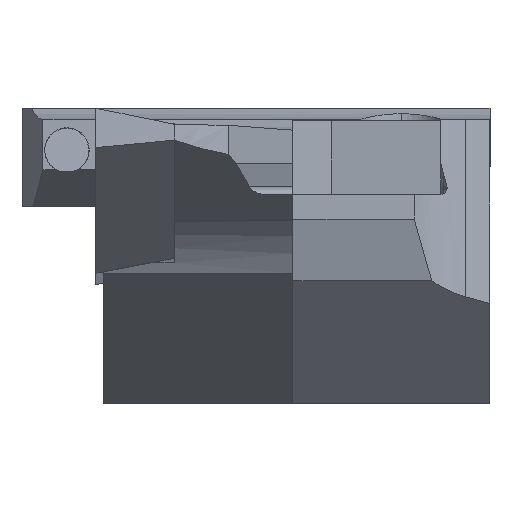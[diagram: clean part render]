
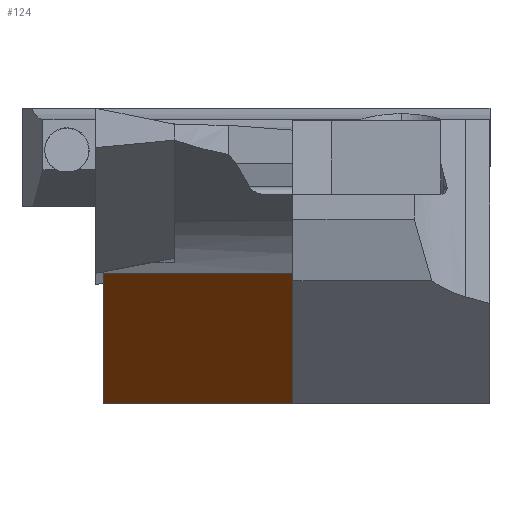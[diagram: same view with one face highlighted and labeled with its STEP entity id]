
A CAD part, left-side view. The second image highlights one B-rep face of the part: STEP entity #124.
In plain terms, the highlighted planar face has unit normal (-0.616, 0, -0.788).
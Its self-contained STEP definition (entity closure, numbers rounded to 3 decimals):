
#26 = LINE ( 'NONE', #55, #1551 ) ;
#55 = CARTESIAN_POINT ( 'NONE',  ( -93.444, -1.5, -0.702 ) ) ;
#94 = ORIENTED_EDGE ( 'NONE', *, *, #2518, .F. ) ;
#118 = EDGE_LOOP ( 'NONE', ( #432, #1591, #94, #3577 ) ) ;
#122 = LINE ( 'NONE', #3099, #3903 ) ;
#124 = ADVANCED_FACE ( 'NONE', ( #2770 ), #3043, .F. ) ;
#137 = CARTESIAN_POINT ( 'NONE',  ( -93.444, -1.5, -0.702 ) ) ;
#261 = EDGE_CURVE ( 'NONE', #2447, #2048, #26, .T. ) ;
#275 = EDGE_CURVE ( 'NONE', #615, #877, #122, .T. ) ;
#378 = CARTESIAN_POINT ( 'NONE',  ( -86.663, -1.5, -6. ) ) ;
#432 = ORIENTED_EDGE ( 'NONE', *, *, #3306, .T. ) ;
#475 = DIRECTION ( 'NONE',  ( 0., 1., 0. ) ) ;
#539 = DIRECTION ( 'NONE',  ( 0., 1., 0. ) ) ;
#615 = VERTEX_POINT ( 'NONE', #3676 ) ;
#696 = CARTESIAN_POINT ( 'NONE',  ( -86.663, -177.265, -6. ) ) ;
#877 = VERTEX_POINT ( 'NONE', #1345 ) ;
#904 = DIRECTION ( 'NONE',  ( 0.616, 0., 0.788 ) ) ;
#1264 = DIRECTION ( 'NONE',  ( 0.788, 0., -0.616 ) ) ;
#1318 = VECTOR ( 'NONE', #539, 1000. ) ;
#1345 = CARTESIAN_POINT ( 'NONE',  ( -86.663, 6.2, -6. ) ) ;
#1551 = VECTOR ( 'NONE', #2180, 1000. ) ;
#1591 = ORIENTED_EDGE ( 'NONE', *, *, #275, .T. ) ;
#2048 = VERTEX_POINT ( 'NONE', #137 ) ;
#2136 = CARTESIAN_POINT ( 'NONE',  ( -93.444, -177.265, -0.702 ) ) ;
#2180 = DIRECTION ( 'NONE',  ( -0.788, 0., 0.616 ) ) ;
#2219 = LINE ( 'NONE', #2910, #3754 ) ;
#2447 = VERTEX_POINT ( 'NONE', #378 ) ;
#2518 = EDGE_CURVE ( 'NONE', #2447, #877, #3666, .T. ) ;
#2723 = DIRECTION ( 'NONE',  ( 0.788, 0., -0.616 ) ) ;
#2770 = FACE_OUTER_BOUND ( 'NONE', #118, .T. ) ;
#2910 = CARTESIAN_POINT ( 'NONE',  ( -93.444, -177.265, -0.702 ) ) ;
#3043 = PLANE ( 'NONE',  #3319 ) ;
#3099 = CARTESIAN_POINT ( 'NONE',  ( -93.444, 6.2, -0.702 ) ) ;
#3306 = EDGE_CURVE ( 'NONE', #2048, #615, #2219, .T. ) ;
#3319 = AXIS2_PLACEMENT_3D ( 'NONE', #2136, #904, #2723 ) ;
#3577 = ORIENTED_EDGE ( 'NONE', *, *, #261, .T. ) ;
#3666 = LINE ( 'NONE', #696, #1318 ) ;
#3676 = CARTESIAN_POINT ( 'NONE',  ( -93.444, 6.2, -0.702 ) ) ;
#3754 = VECTOR ( 'NONE', #475, 1000. ) ;
#3903 = VECTOR ( 'NONE', #1264, 1000. ) ;
